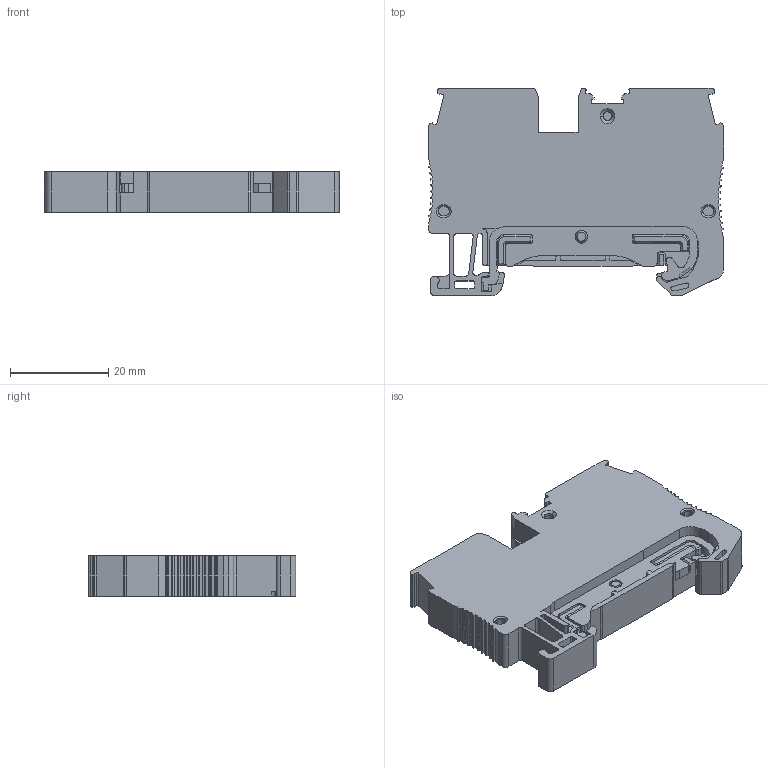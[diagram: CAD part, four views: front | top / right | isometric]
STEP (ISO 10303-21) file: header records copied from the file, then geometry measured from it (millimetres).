
FILE_DESCRIPTION((''),'2;1');
FILE_NAME('UJ6-6JD','2021-11-18T',('Administrator'),(''),'PRO/ENGINEER BY PARAMETRIC TECHNOLOGY CORPORATION, 2013230','PRO/ENGINEER BY PARAMETRIC TECHNOLOGY CORPORATION, 2013230','');
FILE_SCHEMA(('AUTOMOTIVE_DESIGN { 1 0 10303 214 1 1 1 1 }'));
Length unit declared in the file: millimetre
Products named in the file (1): UJ6-6JD
Bounding box: 60.02 x 42.2 x 8.2 mm (x, y, z)
Volume: 14231.8 mm3; surface area: 9654.1 mm2
Topology: 1 solids, 2 shells, 716 faces, 2134 edges, 1425 vertices
Faces by surface type: plane 470, cylinder 208, cone 32, torus 6
Entity records: 24244 total; most frequent: CARTESIAN_POINT 4380, ORIENTED_EDGE 4252, DIRECTION 4103, EDGE_CURVE 2126, VECTOR 1517, LINE 1517, VERTEX_POINT 1425, AXIS2_PLACEMENT_3D 1293
